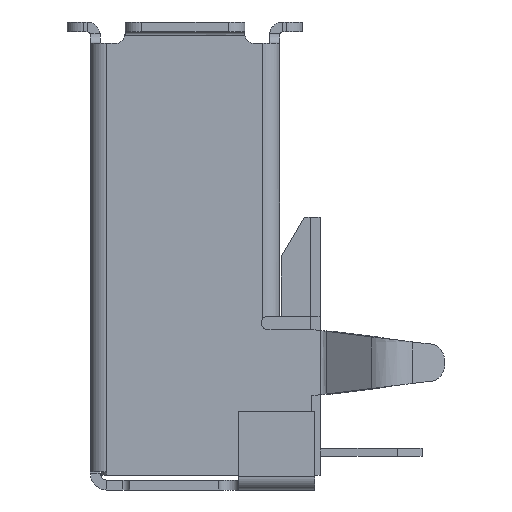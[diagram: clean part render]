
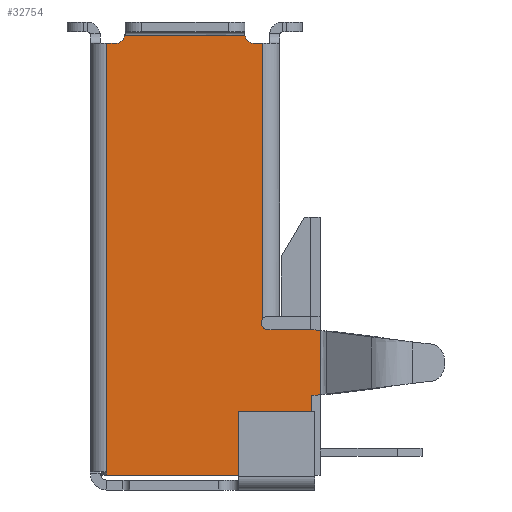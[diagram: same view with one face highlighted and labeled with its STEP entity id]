
A CAD part, left-side view. The second image highlights one B-rep face of the part: STEP entity #32754.
In plain terms, the highlighted free-form (B-spline) face has degree [1, 1] with [2, 2] control points.
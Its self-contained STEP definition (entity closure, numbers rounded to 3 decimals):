
#28736 = VERTEX_POINT('',#28737);
#28737 = CARTESIAN_POINT('',(1.323,10.201,-13.6));
#28770 = VERTEX_POINT('',#28771);
#28771 = CARTESIAN_POINT('',(1.323,10.201,-0.65));
#28778 = EDGE_CURVE('',#28770,#28736,#28779,.T.);
#28779 = LINE('',#28780,#28781);
#28780 = CARTESIAN_POINT('',(1.323,10.201,-0.65));
#28781 = VECTOR('',#28782,1.);
#28782 = DIRECTION('',(0.,0.,-1.));
#31262 = EDGE_CURVE('',#31263,#28736,#31265,.T.);
#31263 = VERTEX_POINT('',#31264);
#31264 = CARTESIAN_POINT('',(1.323,10.201,-13.7));
#31265 = LINE('',#31266,#31267);
#31266 = CARTESIAN_POINT('',(1.323,10.201,-13.7));
#31267 = VECTOR('',#31268,1.);
#31268 = DIRECTION('',(0.,0.,1.));
#32088 = VERTEX_POINT('',#32089);
#32089 = CARTESIAN_POINT('',(1.323,5.481,-0.65));
#32122 = VERTEX_POINT('',#32123);
#32123 = CARTESIAN_POINT('',(1.323,5.481,
    -8.968));
#32132 = EDGE_CURVE('',#32088,#32122,#32133,.T.);
#32133 = LINE('',#32134,#32135);
#32134 = CARTESIAN_POINT('',(1.323,5.481,-0.65));
#32135 = VECTOR('',#32136,1.);
#32136 = DIRECTION('',(0.,0.,-1.));
#32754 = ADVANCED_FACE('',(#32755),#32864,.T.);
#32755 = FACE_BOUND('',#32756,.T.);
#32756 = EDGE_LOOP('',(#32757,#32765,#32774,#32782,#32790,#32798,#32806,
    #32814,#32821,#32822,#32830,#32839,#32847,#32856,#32862,#32863));
#32757 = ORIENTED_EDGE('',*,*,#32758,.T.);
#32758 = EDGE_CURVE('',#31263,#32759,#32761,.T.);
#32759 = VERTEX_POINT('',#32760);
#32760 = CARTESIAN_POINT('',(1.323,4.201,-13.7));
#32761 = LINE('',#32762,#32763);
#32762 = CARTESIAN_POINT('',(1.323,10.201,-13.7));
#32763 = VECTOR('',#32764,1.);
#32764 = DIRECTION('',(0.,-1.,0.));
#32765 = ORIENTED_EDGE('',*,*,#32766,.T.);
#32766 = EDGE_CURVE('',#32759,#32767,#32769,.T.);
#32767 = VERTEX_POINT('',#32768);
#32768 = CARTESIAN_POINT('',(1.323,4.001,-13.5));
#32769 = CIRCLE('',#32770,0.2);
#32770 = AXIS2_PLACEMENT_3D('',#32771,#32772,#32773);
#32771 = CARTESIAN_POINT('',(1.323,4.201,-13.5));
#32772 = DIRECTION('',(-1.,0.,0.));
#32773 = DIRECTION('',(0.,0.,-1.));
#32774 = ORIENTED_EDGE('',*,*,#32775,.F.);
#32775 = EDGE_CURVE('',#32776,#32767,#32778,.T.);
#32776 = VERTEX_POINT('',#32777);
#32777 = CARTESIAN_POINT('',(1.323,4.001,-11.3));
#32778 = LINE('',#32779,#32780);
#32779 = CARTESIAN_POINT('',(1.323,4.001,-11.3));
#32780 = VECTOR('',#32781,1.);
#32781 = DIRECTION('',(0.,0.,-1.));
#32782 = ORIENTED_EDGE('',*,*,#32783,.F.);
#32783 = EDGE_CURVE('',#32784,#32776,#32786,.T.);
#32784 = VERTEX_POINT('',#32785);
#32785 = CARTESIAN_POINT('',(1.323,3.751,
    -11.27));
#32786 = LINE('',#32787,#32788);
#32787 = CARTESIAN_POINT('',(1.323,3.751,
    -11.27));
#32788 = VECTOR('',#32789,1.);
#32789 = DIRECTION('',(0.,0.993,-0.121));
#32790 = ORIENTED_EDGE('',*,*,#32791,.T.);
#32791 = EDGE_CURVE('',#32784,#32792,#32794,.T.);
#32792 = VERTEX_POINT('',#32793);
#32793 = CARTESIAN_POINT('',(1.323,3.751,
    -9.33));
#32794 = LINE('',#32795,#32796);
#32795 = CARTESIAN_POINT('',(1.323,3.751,
    -11.27));
#32796 = VECTOR('',#32797,1.);
#32797 = DIRECTION('',(0.,0.,1.));
#32798 = ORIENTED_EDGE('',*,*,#32799,.T.);
#32799 = EDGE_CURVE('',#32792,#32800,#32802,.T.);
#32800 = VERTEX_POINT('',#32801);
#32801 = CARTESIAN_POINT('',(1.323,4.001,-9.3));
#32802 = LINE('',#32803,#32804);
#32803 = CARTESIAN_POINT('',(1.323,3.751,
    -9.33));
#32804 = VECTOR('',#32805,1.);
#32805 = DIRECTION('',(0.,0.993,0.121));
#32806 = ORIENTED_EDGE('',*,*,#32807,.T.);
#32807 = EDGE_CURVE('',#32800,#32808,#32810,.T.);
#32808 = VERTEX_POINT('',#32809);
#32809 = CARTESIAN_POINT('',(1.323,5.331,-9.3));
#32810 = LINE('',#32811,#32812);
#32811 = CARTESIAN_POINT('',(1.323,4.001,-9.3));
#32812 = VECTOR('',#32813,1.);
#32813 = DIRECTION('',(0.,1.,0.));
#32814 = ORIENTED_EDGE('',*,*,#32815,.T.);
#32815 = EDGE_CURVE('',#32808,#32122,#32816,.T.);
#32816 = CIRCLE('',#32817,0.2);
#32817 = AXIS2_PLACEMENT_3D('',#32818,#32819,#32820);
#32818 = CARTESIAN_POINT('',(1.323,5.331,-9.1));
#32819 = DIRECTION('',(1.,-0.,0.));
#32820 = DIRECTION('',(0.,0.,-1.));
#32821 = ORIENTED_EDGE('',*,*,#32132,.F.);
#32822 = ORIENTED_EDGE('',*,*,#32823,.F.);
#32823 = EDGE_CURVE('',#32824,#32088,#32826,.T.);
#32824 = VERTEX_POINT('',#32825);
#32825 = CARTESIAN_POINT('',(1.323,5.731,-0.65));
#32826 = LINE('',#32827,#32828);
#32827 = CARTESIAN_POINT('',(1.323,5.731,-0.65));
#32828 = VECTOR('',#32829,1.);
#32829 = DIRECTION('',(0.,-1.,0.));
#32830 = ORIENTED_EDGE('',*,*,#32831,.T.);
#32831 = EDGE_CURVE('',#32824,#32832,#32834,.T.);
#32832 = VERTEX_POINT('',#32833);
#32833 = CARTESIAN_POINT('',(1.323,6.027,-0.4));
#32834 = CIRCLE('',#32835,0.3);
#32835 = AXIS2_PLACEMENT_3D('',#32836,#32837,#32838);
#32836 = CARTESIAN_POINT('',(1.323,5.731,-0.35));
#32837 = DIRECTION('',(1.,-0.,0.));
#32838 = DIRECTION('',(0.,0.,-1.));
#32839 = ORIENTED_EDGE('',*,*,#32840,.T.);
#32840 = EDGE_CURVE('',#32832,#32841,#32843,.T.);
#32841 = VERTEX_POINT('',#32842);
#32842 = CARTESIAN_POINT('',(1.323,9.656,-0.4));
#32843 = LINE('',#32844,#32845);
#32844 = CARTESIAN_POINT('',(1.323,6.027,-0.4));
#32845 = VECTOR('',#32846,1.);
#32846 = DIRECTION('',(0.,1.,0.));
#32847 = ORIENTED_EDGE('',*,*,#32848,.T.);
#32848 = EDGE_CURVE('',#32841,#32849,#32851,.T.);
#32849 = VERTEX_POINT('',#32850);
#32850 = CARTESIAN_POINT('',(1.323,9.951,-0.65));
#32851 = CIRCLE('',#32852,0.3);
#32852 = AXIS2_PLACEMENT_3D('',#32853,#32854,#32855);
#32853 = CARTESIAN_POINT('',(1.323,9.951,-0.35));
#32854 = DIRECTION('',(1.,0.,0.));
#32855 = DIRECTION('',(0.,-0.986,-0.167));
#32856 = ORIENTED_EDGE('',*,*,#32857,.F.);
#32857 = EDGE_CURVE('',#28770,#32849,#32858,.T.);
#32858 = LINE('',#32859,#32860);
#32859 = CARTESIAN_POINT('',(1.323,10.201,-0.65));
#32860 = VECTOR('',#32861,1.);
#32861 = DIRECTION('',(0.,-1.,0.));
#32862 = ORIENTED_EDGE('',*,*,#28778,.T.);
#32863 = ORIENTED_EDGE('',*,*,#31262,.F.);
#32864 = B_SPLINE_SURFACE_WITH_KNOTS('',1,1,(
    (#32865,#32866)
    ,(#32867,#32868
    )),.UNSPECIFIED.,.F.,.F.,.F.,(2,2),(2,2),(0.371,7.079),(-0.266,
    13.566),.PIECEWISE_BEZIER_KNOTS.);
#32865 = CARTESIAN_POINT('',(1.323,10.33,-13.966));
#32866 = CARTESIAN_POINT('',(1.323,10.33,-0.134));
#32867 = CARTESIAN_POINT('',(1.323,3.622,-13.966));
#32868 = CARTESIAN_POINT('',(1.323,3.622,-0.134));
